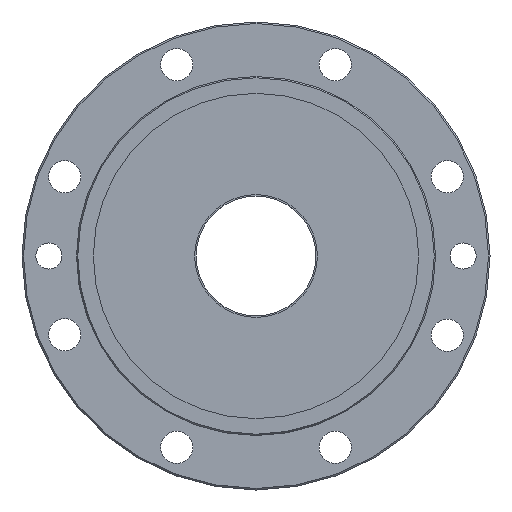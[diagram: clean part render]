
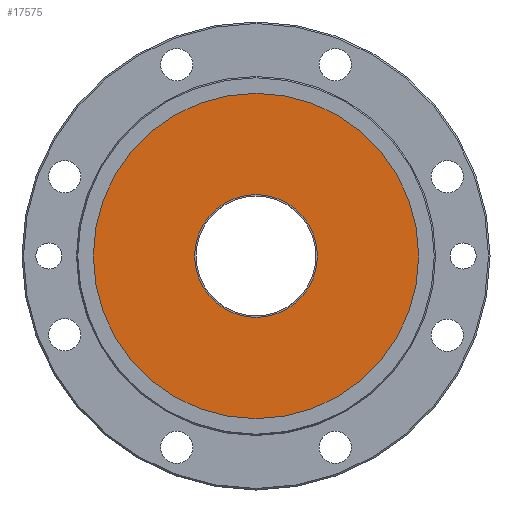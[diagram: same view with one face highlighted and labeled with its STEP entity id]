
A CAD part, left-side view. The second image highlights one B-rep face of the part: STEP entity #17575.
In plain terms, the highlighted planar face has unit normal (-1, 0, 0).
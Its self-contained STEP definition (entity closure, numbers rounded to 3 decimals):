
#480=PLANE('',#18691);
#1896=CIRCLE('',#18690,106.);
#1897=CIRCLE('',#18692,40.);
#3256=ORIENTED_EDGE('',*,*,#6292,.T.);
#3257=ORIENTED_EDGE('',*,*,#6291,.F.);
#6291=EDGE_CURVE('',#7901,#7901,#1896,.T.);
#6292=EDGE_CURVE('',#7902,#7902,#1897,.F.);
#7901=VERTEX_POINT('',#25259);
#7902=VERTEX_POINT('',#25262);
#9610=EDGE_LOOP('',(#3256));
#9611=EDGE_LOOP('',(#3257));
#10725=FACE_BOUND('',#9610,.T.);
#10726=FACE_BOUND('',#9611,.T.);
#17575=ADVANCED_FACE('',(#10725,#10726),#480,.T.);
#18690=AXIS2_PLACEMENT_3D('',#25258,#20931,#20932);
#18691=AXIS2_PLACEMENT_3D('',#25260,#20933,#20934);
#18692=AXIS2_PLACEMENT_3D('',#25261,#20935,#20936);
#20931=DIRECTION('',(1.,0.,0.));
#20932=DIRECTION('',(0.,1.,0.));
#20933=DIRECTION('',(-1.,0.,0.));
#20934=DIRECTION('',(0.,-1.,0.));
#20935=DIRECTION('',(-1.,0.,0.));
#20936=DIRECTION('',(0.,-1.,0.));
#25258=CARTESIAN_POINT('',(-166.488,0.,0.));
#25259=CARTESIAN_POINT('',(-166.488,106.,0.));
#25260=CARTESIAN_POINT('',(-166.488,-106.,0.));
#25261=CARTESIAN_POINT('',(-166.488,0.,0.));
#25262=CARTESIAN_POINT('',(-166.488,-40.,0.));
